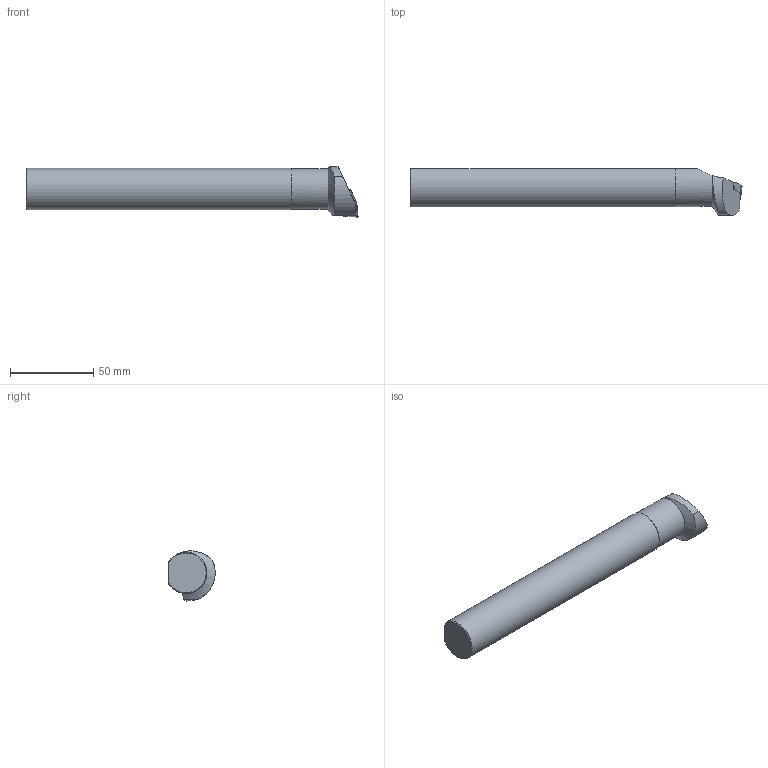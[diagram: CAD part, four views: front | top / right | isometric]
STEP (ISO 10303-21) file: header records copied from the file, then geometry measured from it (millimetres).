
FILE_DESCRIPTION((''),'2;1');
FILE_NAME('309-049-001_QU1_ASM','2018-04-13T',('piechottad'),(''),'CREO PARAMETRIC BY PTC INC, 2016380','CREO PARAMETRIC BY PTC INC, 2016380','');
FILE_SCHEMA(('AUTOMOTIVE_DESIGN { 1 0 10303 214 1 1 1 1 }'));
Length unit declared in the file: millimetre
Products named in the file (3): 70572225NC; 70572225C; 309-049-001_QU1_ASM
Assembly tree (2 placements, depth 2):
  309-049-001_QU1_ASM
    70572225NC
    70572225C
Bounding box: 200 x 28 x 30.26 mm (x, y, z)
Volume: 90840.6 mm3; surface area: 16859.9 mm2
Topology: 2 solids, 2 shells, 39 faces, 115 edges, 80 vertices
Faces by surface type: plane 20, cylinder 13, cone 6
Entity records: 3094 total; most frequent: CARTESIAN_POINT 366, DIRECTION 305, ORIENTED_EDGE 202, PRESENTATION_STYLE_ASSIGNMENT 168, STYLED_ITEM 168, CURVE_STYLE 165, PROPERTY_DEFINITION 163, REPRESENTATION 161
